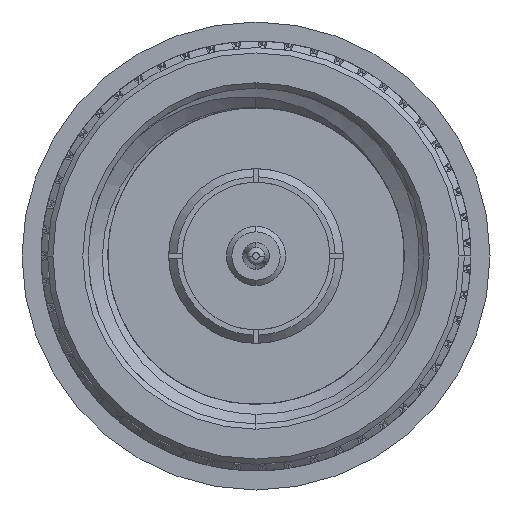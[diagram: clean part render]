
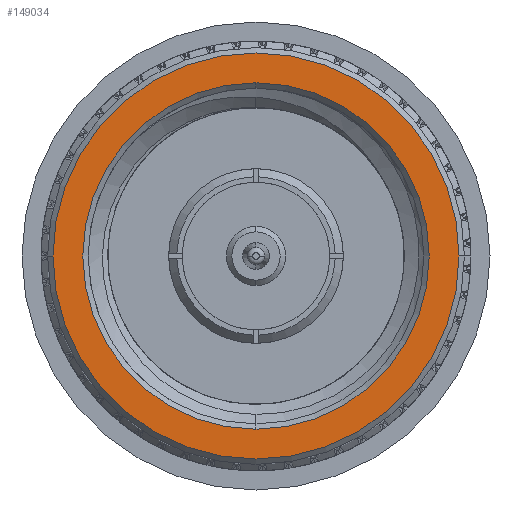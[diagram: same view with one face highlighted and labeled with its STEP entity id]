
A CAD part, left-side view. The second image highlights one B-rep face of the part: STEP entity #149034.
In plain terms, the highlighted planar face has unit normal (-1, 0, 0).
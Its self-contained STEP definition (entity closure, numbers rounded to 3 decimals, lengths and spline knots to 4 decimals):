
#2364 = DIRECTION ( 'NONE',  ( -1., 0., 0. ) ) ;
#2498 = DIRECTION ( 'NONE',  ( 0., -1., 0. ) ) ;
#2911 = CARTESIAN_POINT ( 'NONE',  ( 0., 0., 0. ) ) ;
#5252 = EDGE_CURVE ( 'NONE', #19861, #42581, #23995, .T. ) ;
#5350 = CARTESIAN_POINT ( 'NONE',  ( 0., 0., 0. ) ) ;
#8013 = VERTEX_POINT ( 'NONE', #17701 ) ;
#8740 = ORIENTED_EDGE ( 'NONE', *, *, #62051, .T. ) ;
#13944 = CARTESIAN_POINT ( 'NONE',  ( 0., 0., 0. ) ) ;
#14315 = DIRECTION ( 'NONE',  ( 0., -1., 0. ) ) ;
#15271 = CARTESIAN_POINT ( 'NONE',  ( 0., -0.3781, 0. ) ) ;
#17701 = CARTESIAN_POINT ( 'NONE',  ( 0., 0., 0.3225 ) ) ;
#19861 = VERTEX_POINT ( 'NONE', #90911 ) ;
#20621 = AXIS2_PLACEMENT_3D ( 'NONE', #13944, #95827, #2498 ) ;
#23995 = CIRCLE ( 'NONE', #20621, 0.3781 ) ;
#25695 = EDGE_LOOP ( 'NONE', ( #151970, #108899 ) ) ;
#42248 = DIRECTION ( 'NONE',  ( 0., -1., 0. ) ) ;
#42581 = VERTEX_POINT ( 'NONE', #15271 ) ;
#46830 = CARTESIAN_POINT ( 'NONE',  ( 0., 0., -0.3225 ) ) ;
#55274 = DIRECTION ( 'NONE',  ( -1., 0., 0. ) ) ;
#55402 = AXIS2_PLACEMENT_3D ( 'NONE', #138633, #55274, #42248 ) ;
#60742 = EDGE_LOOP ( 'NONE', ( #127663, #8740 ) ) ;
#62051 = EDGE_CURVE ( 'NONE', #42581, #19861, #75779, .T. ) ;
#67342 = DIRECTION ( 'NONE',  ( 1., 0., 0. ) ) ;
#74739 = DIRECTION ( 'NONE',  ( 0., -1., 0. ) ) ;
#75779 = CIRCLE ( 'NONE', #82349, 0.3781 ) ;
#82349 = AXIS2_PLACEMENT_3D ( 'NONE', #110671, #2364, #14315 ) ;
#90911 = CARTESIAN_POINT ( 'NONE',  ( 0., 0.3781, 0. ) ) ;
#93790 = AXIS2_PLACEMENT_3D ( 'NONE', #2911, #122709, #74739 ) ;
#95715 = CIRCLE ( 'NONE', #95923, 0.3225 ) ;
#95827 = DIRECTION ( 'NONE',  ( -1., 0., 0. ) ) ;
#95923 = AXIS2_PLACEMENT_3D ( 'NONE', #5350, #67342, #102827 ) ;
#96734 = FACE_BOUND ( 'NONE', #25695, .T. ) ;
#102827 = DIRECTION ( 'NONE',  ( 0., -1., 0. ) ) ;
#107931 = FACE_OUTER_BOUND ( 'NONE', #60742, .T. ) ;
#108835 = CIRCLE ( 'NONE', #93790, 0.3225 ) ;
#108899 = ORIENTED_EDGE ( 'NONE', *, *, #154576, .T. ) ;
#110671 = CARTESIAN_POINT ( 'NONE',  ( 0., 0., 0. ) ) ;
#122709 = DIRECTION ( 'NONE',  ( 1., 0., 0. ) ) ;
#124099 = PLANE ( 'NONE',  #55402 ) ;
#126641 = EDGE_CURVE ( 'NONE', #8013, #136639, #95715, .T. ) ;
#127663 = ORIENTED_EDGE ( 'NONE', *, *, #5252, .T. ) ;
#136639 = VERTEX_POINT ( 'NONE', #46830 ) ;
#138633 = CARTESIAN_POINT ( 'NONE',  ( 0., 0.3881, 0. ) ) ;
#149034 = ADVANCED_FACE ( 'NONE', ( #96734, #107931 ), #124099, .T. ) ;
#151970 = ORIENTED_EDGE ( 'NONE', *, *, #126641, .T. ) ;
#154576 = EDGE_CURVE ( 'NONE', #136639, #8013, #108835, .T. ) ;
